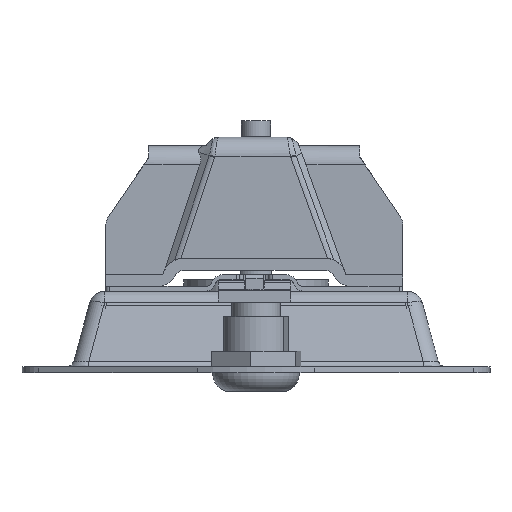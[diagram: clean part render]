
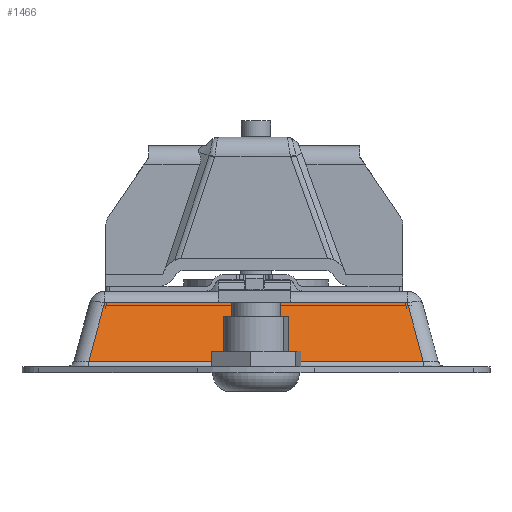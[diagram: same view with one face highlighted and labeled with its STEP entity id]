
A CAD part, front view. The second image highlights one B-rep face of the part: STEP entity #1466.
In plain terms, the highlighted planar face has unit normal (0, -0.965, 0.262).
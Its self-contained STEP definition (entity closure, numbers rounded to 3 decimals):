
#1466 = ADVANCED_FACE( '', ( #2486 ), #2487, .T. );
#2486 = FACE_OUTER_BOUND( '', #5604, .T. );
#2487 = PLANE( '', #5605 );
#5604 = EDGE_LOOP( '', ( #8878, #8879, #8880, #8881 ) );
#5605 = AXIS2_PLACEMENT_3D( '', #8882, #8883, #8884 );
#8878 = ORIENTED_EDGE( '', *, *, #10022, .T. );
#8879 = ORIENTED_EDGE( '', *, *, #9949, .T. );
#8880 = ORIENTED_EDGE( '', *, *, #9975, .T. );
#8881 = ORIENTED_EDGE( '', *, *, #9979, .T. );
#8882 = CARTESIAN_POINT( '', ( -47.5, -37.5, 0. ) );
#8883 = DIRECTION( '', ( 0., -0.965, 0.262 ) );
#8884 = DIRECTION( '', ( 0., -0.262, -0.965 ) );
#9949 = EDGE_CURVE( '', #11631, #11626, #11635, .T. );
#9975 = EDGE_CURVE( '', #11626, #11682, #11683, .T. );
#9979 = EDGE_CURVE( '', #11682, #11687, #11690, .F. );
#10022 = EDGE_CURVE( '', #11687, #11631, #11748, .F. );
#11626 = VERTEX_POINT( '', #14615 );
#11631 = VERTEX_POINT( '', #14620 );
#11635 = LINE( '', #14625, #14626 );
#11682 = VERTEX_POINT( '', #14682 );
#11683 = LINE( '', #14683, #14684 );
#11687 = VERTEX_POINT( '', #14689 );
#11690 = LINE( '', #14692, #14693 );
#11748 = LINE( '', #14774, #14775 );
#14615 = CARTESIAN_POINT( '', ( 43.239, -37.099, 1.476 ) );
#14620 = CARTESIAN_POINT( '', ( -43.239, -37.099, 1.476 ) );
#14625 = CARTESIAN_POINT( '', ( -47.5, -37.099, 1.476 ) );
#14626 = VECTOR( '', #16436, 1000. );
#14682 = CARTESIAN_POINT( '', ( 39.144, -33.004, 16.549 ) );
#14683 = CARTESIAN_POINT( '', ( 37.778, -31.638, 21.577 ) );
#14684 = VECTOR( '', #16494, 1000. );
#14689 = CARTESIAN_POINT( '', ( -39.144, -33.004, 16.549 ) );
#14692 = CARTESIAN_POINT( '', ( -42.202, -33.004, 16.549 ) );
#14693 = VECTOR( '', #16502, 1000. );
#14774 = CARTESIAN_POINT( '', ( -43.888, -37.748, -0.914 ) );
#14775 = VECTOR( '', #16583, 1000. );
#16436 = DIRECTION( '', ( 1., 0., 0. ) );
#16494 = DIRECTION( '', ( -0.254, 0.254, 0.933 ) );
#16502 = DIRECTION( '', ( 1., 0., 0. ) );
#16583 = DIRECTION( '', ( 0.254, 0.254, 0.933 ) );
